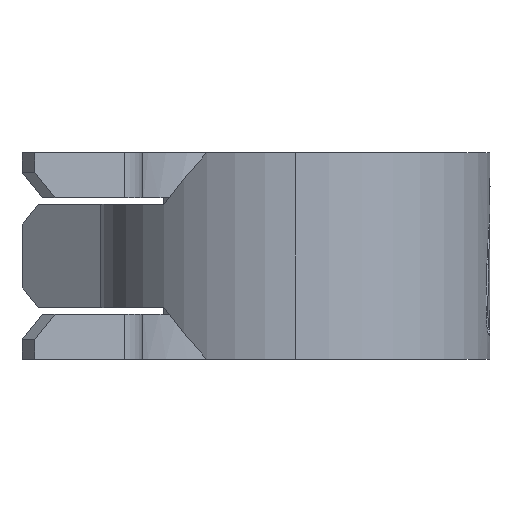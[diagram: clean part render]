
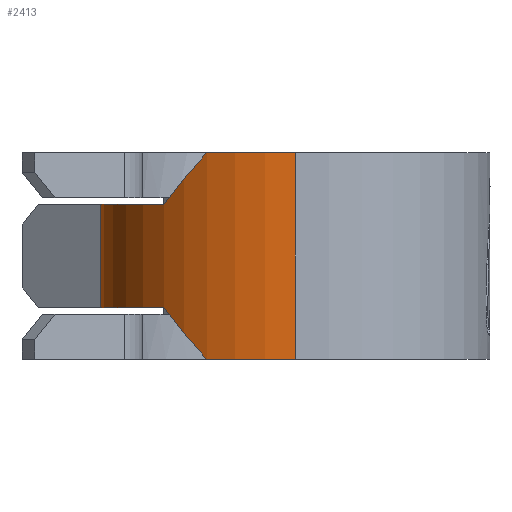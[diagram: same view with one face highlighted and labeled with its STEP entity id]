
A CAD part, left-side view. The second image highlights one B-rep face of the part: STEP entity #2413.
In plain terms, the highlighted cylindrical face has radius 7.55 mm (diameter 15.1 mm), a partial arc.
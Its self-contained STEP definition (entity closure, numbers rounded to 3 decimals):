
#46 = VERTEX_POINT ( 'NONE', #1833 ) ;
#69 = CARTESIAN_POINT ( 'NONE',  ( -6.024, 4.602, 2.677 ) ) ;
#98 = EDGE_CURVE ( 'NONE', #4064, #2600, #2225, .T. ) ;
#123 = CIRCLE ( 'NONE', #575, 7.55 ) ;
#142 = EDGE_CURVE ( 'NONE', #5158, #648, #1511, .T. ) ;
#264 = VECTOR ( 'NONE', #4028, 1000. ) ;
#326 = EDGE_CURVE ( 'NONE', #1721, #2723, #3047, .T. ) ;
#508 = CARTESIAN_POINT ( 'NONE',  ( -6.024, 4.602, -2.677 ) ) ;
#575 = AXIS2_PLACEMENT_3D ( 'NONE', #609, #3954, #2305 ) ;
#593 = DIRECTION ( 'NONE',  ( 0., 0., -1. ) ) ;
#609 = CARTESIAN_POINT ( 'NONE',  ( 0., 0., -4. ) ) ;
#648 = VERTEX_POINT ( 'NONE', #1742 ) ;
#747 = CARTESIAN_POINT ( 'NONE',  ( -6.719, 3.444, 4. ) ) ;
#947 = ORIENTED_EDGE ( 'NONE', *, *, #1683, .T. ) ;
#970 = CIRCLE ( 'NONE', #2397, 7.55 ) ;
#1038 = DIRECTION ( 'NONE',  ( 0., 0., -1. ) ) ;
#1048 = ORIENTED_EDGE ( 'NONE', *, *, #1917, .F. ) ;
#1147 = AXIS2_PLACEMENT_3D ( 'NONE', #3184, #593, #3930 ) ;
#1263 = LINE ( 'NONE', #4744, #4127 ) ;
#1304 = ORIENTED_EDGE ( 'NONE', *, *, #98, .F. ) ;
#1448 = FACE_OUTER_BOUND ( 'NONE', #3951, .T. ) ;
#1475 = CARTESIAN_POINT ( 'NONE',  ( 0., 0., 2. ) ) ;
#1508 = DIRECTION ( 'NONE',  ( -1., 0., 0. ) ) ;
#1511 = CIRCLE ( 'NONE', #3245, 7.55 ) ;
#1601 = CARTESIAN_POINT ( 'NONE',  ( -5.566, 5.101, -2. ) ) ;
#1683 = EDGE_CURVE ( 'NONE', #5158, #46, #3679, .T. ) ;
#1692 = ORIENTED_EDGE ( 'NONE', *, *, #3325, .T. ) ;
#1721 = VERTEX_POINT ( 'NONE', #4112 ) ;
#1742 = CARTESIAN_POINT ( 'NONE',  ( 3.232, 6.823, -2. ) ) ;
#1757 = CARTESIAN_POINT ( 'NONE',  ( -5.566, 5.101, 2. ) ) ;
#1833 = CARTESIAN_POINT ( 'NONE',  ( -6.719, 3.444, -4. ) ) ;
#1917 = EDGE_CURVE ( 'NONE', #5045, #4064, #970, .T. ) ;
#2218 = CARTESIAN_POINT ( 'NONE',  ( -7.55, 0., -4. ) ) ;
#2225 = LINE ( 'NONE', #2288, #264 ) ;
#2288 = CARTESIAN_POINT ( 'NONE',  ( -7.55, 0., 4. ) ) ;
#2305 = DIRECTION ( 'NONE',  ( 1., 0., 0. ) ) ;
#2397 = AXIS2_PLACEMENT_3D ( 'NONE', #4437, #2761, #2790 ) ;
#2413 = ADVANCED_FACE ( 'NONE', ( #1448 ), #4368, .T. ) ;
#2497 = ORIENTED_EDGE ( 'NONE', *, *, #142, .F. ) ;
#2600 = VERTEX_POINT ( 'NONE', #2218 ) ;
#2697 = ORIENTED_EDGE ( 'NONE', *, *, #3368, .T. ) ;
#2723 = VERTEX_POINT ( 'NONE', #3521 ) ;
#2744 = DIRECTION ( 'NONE',  ( 1., 0., 0. ) ) ;
#2761 = DIRECTION ( 'NONE',  ( 0., 0., 1. ) ) ;
#2790 = DIRECTION ( 'NONE',  ( 1., 0., 0. ) ) ;
#3040 = CARTESIAN_POINT ( 'NONE',  ( -6.719, 3.444, -4. ) ) ;
#3047 = CIRCLE ( 'NONE', #5035, 7.55 ) ;
#3184 = CARTESIAN_POINT ( 'NONE',  ( 0., 0., 4. ) ) ;
#3245 = AXIS2_PLACEMENT_3D ( 'NONE', #4909, #1038, #1508 ) ;
#3325 = EDGE_CURVE ( 'NONE', #1721, #648, #1263, .T. ) ;
#3368 = EDGE_CURVE ( 'NONE', #5045, #2723, #5465, .T. ) ;
#3410 = ORIENTED_EDGE ( 'NONE', *, *, #326, .F. ) ;
#3521 = CARTESIAN_POINT ( 'NONE',  ( -5.566, 5.101, 2. ) ) ;
#3590 = CARTESIAN_POINT ( 'NONE',  ( -6.41, 4.046, -3.347 ) ) ;
#3633 = DIRECTION ( 'NONE',  ( 0., 0., 1. ) ) ;
#3679 =( BOUNDED_CURVE ( )  B_SPLINE_CURVE ( 3, ( #4431, #508, #3590, #3040 ),
 .UNSPECIFIED., .F., .F. ) 
 B_SPLINE_CURVE_WITH_KNOTS ( ( 4, 4 ),
 ( 4.712, 4.98 ),
 .UNSPECIFIED. ) 
 CURVE ( )  GEOMETRIC_REPRESENTATION_ITEM ( )  RATIONAL_B_SPLINE_CURVE ( ( 1., 0.994, 0.994, 1. ) ) 
 REPRESENTATION_ITEM ( '' )  );
#3834 = ORIENTED_EDGE ( 'NONE', *, *, #5459, .T. ) ;
#3895 = CARTESIAN_POINT ( 'NONE',  ( -6.719, 3.444, 4. ) ) ;
#3919 = CARTESIAN_POINT ( 'NONE',  ( -6.41, 4.046, 3.347 ) ) ;
#3930 = DIRECTION ( 'NONE',  ( -1., 0., 0. ) ) ;
#3951 = EDGE_LOOP ( 'NONE', ( #1304, #1048, #2697, #3410, #1692, #2497, #947, #3834 ) ) ;
#3954 = DIRECTION ( 'NONE',  ( 0., 0., 1. ) ) ;
#4028 = DIRECTION ( 'NONE',  ( 0., 0., -1. ) ) ;
#4064 = VERTEX_POINT ( 'NONE', #4372 ) ;
#4112 = CARTESIAN_POINT ( 'NONE',  ( 3.232, 6.823, 2. ) ) ;
#4127 = VECTOR ( 'NONE', #4289, 1000. ) ;
#4289 = DIRECTION ( 'NONE',  ( 0., 0., -1. ) ) ;
#4368 = CYLINDRICAL_SURFACE ( 'NONE', #1147, 7.55 ) ;
#4372 = CARTESIAN_POINT ( 'NONE',  ( -7.55, 0., 4. ) ) ;
#4431 = CARTESIAN_POINT ( 'NONE',  ( -5.566, 5.101, -2. ) ) ;
#4437 = CARTESIAN_POINT ( 'NONE',  ( 0., 0., 4. ) ) ;
#4744 = CARTESIAN_POINT ( 'NONE',  ( 3.232, 6.823, 4. ) ) ;
#4909 = CARTESIAN_POINT ( 'NONE',  ( 0., 0., -2. ) ) ;
#5035 = AXIS2_PLACEMENT_3D ( 'NONE', #1475, #3633, #2744 ) ;
#5045 = VERTEX_POINT ( 'NONE', #747 ) ;
#5158 = VERTEX_POINT ( 'NONE', #1601 ) ;
#5459 = EDGE_CURVE ( 'NONE', #46, #2600, #123, .T. ) ;
#5465 =( BOUNDED_CURVE ( )  B_SPLINE_CURVE ( 3, ( #3895, #3919, #69, #1757 ),
 .UNSPECIFIED., .F., .F. ) 
 B_SPLINE_CURVE_WITH_KNOTS ( ( 4, 4 ),
 ( 4.444, 4.712 ),
 .UNSPECIFIED. ) 
 CURVE ( )  GEOMETRIC_REPRESENTATION_ITEM ( )  RATIONAL_B_SPLINE_CURVE ( ( 1., 0.994, 0.994, 1. ) ) 
 REPRESENTATION_ITEM ( '' )  );
